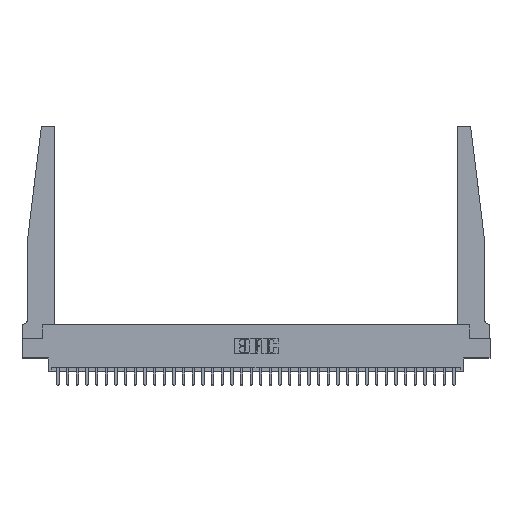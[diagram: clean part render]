
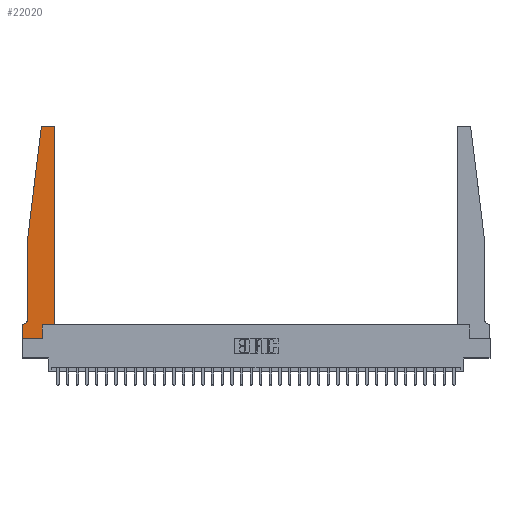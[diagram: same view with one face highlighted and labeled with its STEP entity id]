
A CAD part, top view. The second image highlights one B-rep face of the part: STEP entity #22020.
In plain terms, the highlighted planar face has unit normal (0, 0, 1).
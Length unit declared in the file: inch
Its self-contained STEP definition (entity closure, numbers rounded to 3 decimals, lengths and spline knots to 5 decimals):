
#142 = CARTESIAN_POINT ( 'NONE',  ( 0.2605, 0.18, 0.37 ) ) ;
#390 = LINE ( 'NONE', #21270, #19728 ) ;
#816 = ORIENTED_EDGE ( 'NONE', *, *, #4949, .T. ) ;
#916 = CARTESIAN_POINT ( 'NONE',  ( 0.27653, 2.75, 0.37 ) ) ;
#926 = LINE ( 'NONE', #10741, #1767 ) ;
#987 = DIRECTION ( 'NONE',  ( -0.122, -0.992, 0. ) ) ;
#1275 = EDGE_CURVE ( 'NONE', #13880, #14327, #7260, .T. ) ;
#1438 = ORIENTED_EDGE ( 'NONE', *, *, #10872, .T. ) ;
#1543 = VERTEX_POINT ( 'NONE', #24881 ) ;
#1732 = EDGE_CURVE ( 'NONE', #4167, #29100, #390, .T. ) ;
#1767 = VECTOR ( 'NONE', #8203, 39.37008 ) ;
#2268 = ORIENTED_EDGE ( 'NONE', *, *, #12026, .T. ) ;
#2400 = CARTESIAN_POINT ( 'NONE',  ( 0.065, 1.25, 0.37 ) ) ;
#4167 = VERTEX_POINT ( 'NONE', #11791 ) ;
#4949 = EDGE_CURVE ( 'NONE', #29100, #10600, #19854, .T. ) ;
#5571 = EDGE_CURVE ( 'NONE', #14507, #4167, #9290, .T. ) ;
#5584 = CARTESIAN_POINT ( 'NONE',  ( 0.395, 2.72, 0.37 ) ) ;
#6248 = PLANE ( 'NONE',  #10646 ) ;
#6310 = CARTESIAN_POINT ( 'NONE',  ( 0.015, 0.2375, 0.37 ) ) ;
#6654 = VERTEX_POINT ( 'NONE', #28121 ) ;
#7260 = LINE ( 'NONE', #28237, #31408 ) ;
#7525 = VECTOR ( 'NONE', #9761, 39.37008 ) ;
#8106 = DIRECTION ( 'NONE',  ( 1., 0., 0. ) ) ;
#8178 = CIRCLE ( 'NONE', #24003, 0.05 ) ;
#8203 = DIRECTION ( 'NONE',  ( 0., 1., 0. ) ) ;
#8298 = VECTOR ( 'NONE', #20566, 39.37008 ) ;
#8349 = ORIENTED_EDGE ( 'NONE', *, *, #20230, .T. ) ;
#8474 = VECTOR ( 'NONE', #14691, 39.37008 ) ;
#8790 = CARTESIAN_POINT ( 'NONE',  ( 0., 0.1875, 0.37 ) ) ;
#8849 = DIRECTION ( 'NONE',  ( -1., 0., 0. ) ) ;
#9290 = LINE ( 'NONE', #12159, #8474 ) ;
#9761 = DIRECTION ( 'NONE',  ( 1., 0., 0. ) ) ;
#9917 = LINE ( 'NONE', #18073, #8298 ) ;
#10304 = ORIENTED_EDGE ( 'NONE', *, *, #27930, .T. ) ;
#10600 = VERTEX_POINT ( 'NONE', #142 ) ;
#10646 = AXIS2_PLACEMENT_3D ( 'NONE', #8790, #26244, #11312 ) ;
#10741 = CARTESIAN_POINT ( 'NONE',  ( 0.425, 0.18, 0.37 ) ) ;
#10872 = EDGE_CURVE ( 'NONE', #31918, #14001, #8178, .T. ) ;
#11312 = DIRECTION ( 'NONE',  ( 1., 0., 0. ) ) ;
#11791 = CARTESIAN_POINT ( 'NONE',  ( 0., 0., 0.37 ) ) ;
#12026 = EDGE_CURVE ( 'NONE', #31671, #13880, #30760, .T. ) ;
#12159 = CARTESIAN_POINT ( 'NONE',  ( 0., 0., 0.37 ) ) ;
#12489 = CARTESIAN_POINT ( 'NONE',  ( 0.27653, 2.72, 0.37 ) ) ;
#12791 = ORIENTED_EDGE ( 'NONE', *, *, #5571, .T. ) ;
#13227 = VECTOR ( 'NONE', #19799, 39.37008 ) ;
#13644 = CARTESIAN_POINT ( 'NONE',  ( 0.065, 1.25, 0.37 ) ) ;
#13880 = VERTEX_POINT ( 'NONE', #31967 ) ;
#14001 = VERTEX_POINT ( 'NONE', #29899 ) ;
#14327 = VERTEX_POINT ( 'NONE', #916 ) ;
#14507 = VERTEX_POINT ( 'NONE', #16963 ) ;
#14691 = DIRECTION ( 'NONE',  ( 0., -1., 0. ) ) ;
#14690 = CARTESIAN_POINT ( 'NONE',  ( 0.425, 0.18, 0.37 ) ) ;
#14997 = DIRECTION ( 'NONE',  ( 1., 0., 0. ) ) ;
#15359 = ORIENTED_EDGE ( 'NONE', *, *, #19845, .T. ) ;
#16324 = LINE ( 'NONE', #13644, #22153 ) ;
#16578 = EDGE_CURVE ( 'NONE', #10600, #6654, #21583, .T. ) ;
#16614 = ORIENTED_EDGE ( 'NONE', *, *, #1732, .T. ) ;
#16963 = CARTESIAN_POINT ( 'NONE',  ( 0., 0.1875, 0.37 ) ) ;
#18073 = CARTESIAN_POINT ( 'NONE',  ( 0.065, 0.1875, 0.37 ) ) ;
#18163 = AXIS2_PLACEMENT_3D ( 'NONE', #5584, #23044, #8106 ) ;
#19201 = VECTOR ( 'NONE', #22482, 39.37008 ) ;
#19525 = CARTESIAN_POINT ( 'NONE',  ( 0.425, 2.72, 0.37 ) ) ;
#19728 = VECTOR ( 'NONE', #21309, 39.37008 ) ;
#19799 = DIRECTION ( 'NONE',  ( 0., 1., 0. ) ) ;
#19845 = EDGE_CURVE ( 'NONE', #6654, #31671, #926, .T. ) ;
#19854 = LINE ( 'NONE', #22295, #13227 ) ;
#20230 = EDGE_CURVE ( 'NONE', #14327, #26971, #29166, .T. ) ;
#20267 = CARTESIAN_POINT ( 'NONE',  ( 0.065, 0.2375, 0.37 ) ) ;
#20459 = EDGE_CURVE ( 'NONE', #26971, #1543, #16324, .T. ) ;
#20566 = DIRECTION ( 'NONE',  ( -1., 0., 0. ) ) ;
#20798 = ORIENTED_EDGE ( 'NONE', *, *, #1275, .T. ) ;
#21270 = CARTESIAN_POINT ( 'NONE',  ( 0., 0., 0.37 ) ) ;
#21309 = DIRECTION ( 'NONE',  ( 1., 0., 0. ) ) ;
#21583 = LINE ( 'NONE', #14690, #7525 ) ;
#22020 = ADVANCED_FACE ( 'NONE', ( #31762 ), #6248, .T. ) ;
#22153 = VECTOR ( 'NONE', #987, 39.37008 ) ;
#22295 = CARTESIAN_POINT ( 'NONE',  ( 0.2605, 0.18, 0.37 ) ) ;
#22482 = DIRECTION ( 'NONE',  ( 0., -1., 0. ) ) ;
#22699 = AXIS2_PLACEMENT_3D ( 'NONE', #12489, #29866, #14997 ) ;
#22789 = CARTESIAN_POINT ( 'NONE',  ( 0.2605, 0., 0.37 ) ) ;
#23044 = DIRECTION ( 'NONE',  ( 0., 0., 1. ) ) ;
#23430 = EDGE_LOOP ( 'NONE', ( #20798, #8349, #27674, #24624, #1438, #10304, #12791, #16614, #816, #31137, #15359, #2268 ) ) ;
#23779 = DIRECTION ( 'NONE',  ( 0., 0., -1. ) ) ;
#24003 = AXIS2_PLACEMENT_3D ( 'NONE', #6310, #23779, #8849 ) ;
#24624 = ORIENTED_EDGE ( 'NONE', *, *, #31079, .T. ) ;
#24881 = CARTESIAN_POINT ( 'NONE',  ( 0.065, 1.25, 0.37 ) ) ;
#26244 = DIRECTION ( 'NONE',  ( 0., 0., 1. ) ) ;
#26971 = VERTEX_POINT ( 'NONE', #28799 ) ;
#27674 = ORIENTED_EDGE ( 'NONE', *, *, #20459, .T. ) ;
#27930 = EDGE_CURVE ( 'NONE', #14001, #14507, #9917, .T. ) ;
#28121 = CARTESIAN_POINT ( 'NONE',  ( 0.425, 0.18, 0.37 ) ) ;
#28237 = CARTESIAN_POINT ( 'NONE',  ( 0.25, 2.75, 0.37 ) ) ;
#28407 = DIRECTION ( 'NONE',  ( -1., 0., 0. ) ) ;
#28799 = CARTESIAN_POINT ( 'NONE',  ( 0.24675, 2.72367, 0.37 ) ) ;
#29100 = VERTEX_POINT ( 'NONE', #22789 ) ;
#29166 = CIRCLE ( 'NONE', #22699, 0.03 ) ;
#29866 = DIRECTION ( 'NONE',  ( 0., 0., 1. ) ) ;
#29899 = CARTESIAN_POINT ( 'NONE',  ( 0.015, 0.1875, 0.37 ) ) ;
#30760 = CIRCLE ( 'NONE', #18163, 0.03 ) ;
#31079 = EDGE_CURVE ( 'NONE', #1543, #31918, #32398, .T. ) ;
#31137 = ORIENTED_EDGE ( 'NONE', *, *, #16578, .T. ) ;
#31408 = VECTOR ( 'NONE', #28407, 39.37008 ) ;
#31671 = VERTEX_POINT ( 'NONE', #19525 ) ;
#31762 = FACE_OUTER_BOUND ( 'NONE', #23430, .T. ) ;
#31918 = VERTEX_POINT ( 'NONE', #20267 ) ;
#31967 = CARTESIAN_POINT ( 'NONE',  ( 0.395, 2.75, 0.37 ) ) ;
#32398 = LINE ( 'NONE', #2400, #19201 ) ;
